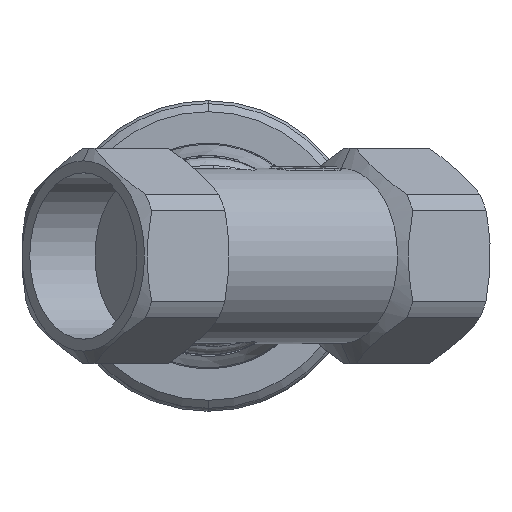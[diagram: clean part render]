
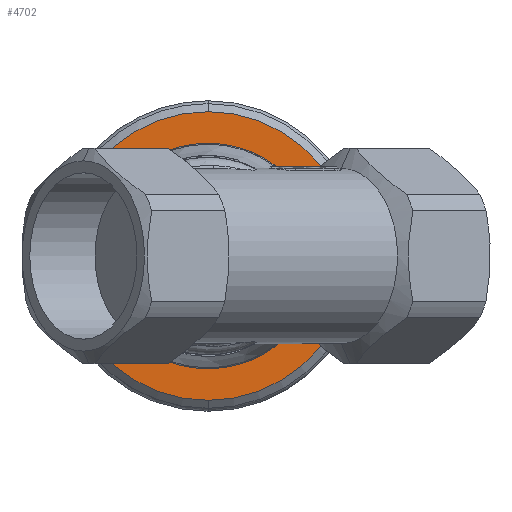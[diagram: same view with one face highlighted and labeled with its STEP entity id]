
A CAD part, front view. The second image highlights one B-rep face of the part: STEP entity #4702.
In plain terms, the highlighted planar face has unit normal (0, -1, 0).
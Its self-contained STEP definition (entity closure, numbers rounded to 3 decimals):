
#555 = PLANE ( 'NONE',  #869 ) ;
#598 = AXIS2_PLACEMENT_3D ( 'NONE', #13706, #11009, #8299 ) ;
#721 = AXIS2_PLACEMENT_3D ( 'NONE', #23281, #20565, #17842 ) ;
#869 = AXIS2_PLACEMENT_3D ( 'NONE', #24229, #21534, #18798 ) ;
#1737 = CARTESIAN_POINT ( 'NONE',  ( -20.813, -26.037, 30.313 ) ) ;
#3692 = VERTEX_POINT ( 'NONE', #22292 ) ;
#4702 = ADVANCED_FACE ( 'NONE', ( #25893, #25199 ), #555, .T. ) ;
#4916 = AXIS2_PLACEMENT_3D ( 'NONE', #26282, #23580, #20869 ) ;
#5968 = CIRCLE ( 'NONE', #4916, 13.5 ) ;
#7430 = ORIENTED_EDGE ( 'NONE', *, *, #24497, .F. ) ;
#8299 = DIRECTION ( 'NONE',  ( 0., 0., -1. ) ) ;
#8316 = CIRCLE ( 'NONE', #12976, 28.813 ) ;
#8859 = EDGE_CURVE ( 'NONE', #3692, #9688, #18226, .T. ) ;
#8899 = VERTEX_POINT ( 'NONE', #22628 ) ;
#9688 = VERTEX_POINT ( 'NONE', #11891 ) ;
#11009 = DIRECTION ( 'NONE',  ( 0., -1., 0. ) ) ;
#11589 = EDGE_CURVE ( 'NONE', #17155, #8899, #8316, .T. ) ;
#11891 = CARTESIAN_POINT ( 'NONE',  ( -20.813, -26.037, 15. ) ) ;
#12524 = ORIENTED_EDGE ( 'NONE', *, *, #15292, .T. ) ;
#12976 = AXIS2_PLACEMENT_3D ( 'NONE', #18522, #15823, #13142 ) ;
#13142 = DIRECTION ( 'NONE',  ( 0., 0., -1. ) ) ;
#13706 = CARTESIAN_POINT ( 'NONE',  ( -20.813, -26.037, 1.5 ) ) ;
#14836 = EDGE_LOOP ( 'NONE', ( #22204, #7430 ) ) ;
#15292 = EDGE_CURVE ( 'NONE', #8899, #17155, #25298, .T. ) ;
#15823 = DIRECTION ( 'NONE',  ( 0., -1., 0. ) ) ;
#17155 = VERTEX_POINT ( 'NONE', #1737 ) ;
#17744 = ORIENTED_EDGE ( 'NONE', *, *, #11589, .T. ) ;
#17842 = DIRECTION ( 'NONE',  ( 0., 0., -1. ) ) ;
#18226 = CIRCLE ( 'NONE', #721, 13.5 ) ;
#18522 = CARTESIAN_POINT ( 'NONE',  ( -20.813, -26.037, 1.5 ) ) ;
#18798 = DIRECTION ( 'NONE',  ( 0., 0., -1. ) ) ;
#20565 = DIRECTION ( 'NONE',  ( 0., -1., 0. ) ) ;
#20869 = DIRECTION ( 'NONE',  ( 0., 0., -1. ) ) ;
#21534 = DIRECTION ( 'NONE',  ( 0., -1., 0. ) ) ;
#22204 = ORIENTED_EDGE ( 'NONE', *, *, #8859, .F. ) ;
#22260 = EDGE_LOOP ( 'NONE', ( #17744, #12524 ) ) ;
#22292 = CARTESIAN_POINT ( 'NONE',  ( -20.813, -26.037, -12. ) ) ;
#22628 = CARTESIAN_POINT ( 'NONE',  ( -20.813, -26.037, -27.313 ) ) ;
#23281 = CARTESIAN_POINT ( 'NONE',  ( -20.813, -26.037, 1.5 ) ) ;
#23580 = DIRECTION ( 'NONE',  ( 0., -1., 0. ) ) ;
#24229 = CARTESIAN_POINT ( 'NONE',  ( -20.813, -26.037, 17. ) ) ;
#24497 = EDGE_CURVE ( 'NONE', #9688, #3692, #5968, .T. ) ;
#25199 = FACE_BOUND ( 'NONE', #14836, .T. ) ;
#25298 = CIRCLE ( 'NONE', #598, 28.813 ) ;
#25893 = FACE_OUTER_BOUND ( 'NONE', #22260, .T. ) ;
#26282 = CARTESIAN_POINT ( 'NONE',  ( -20.813, -26.037, 1.5 ) ) ;
